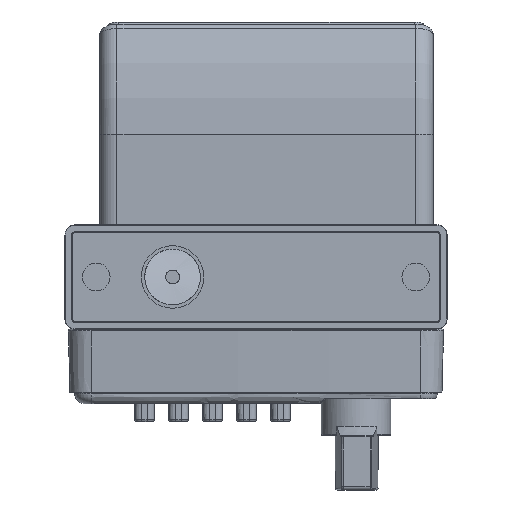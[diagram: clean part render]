
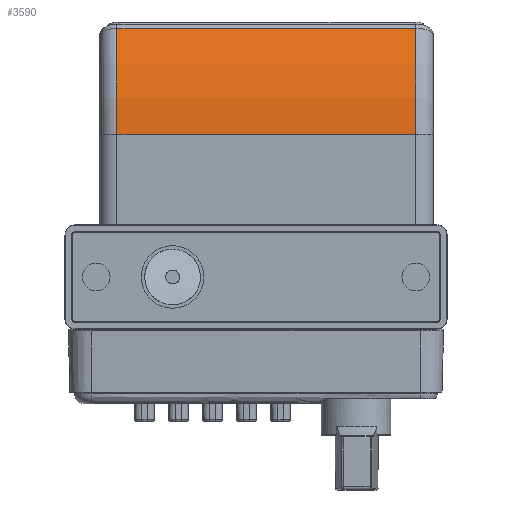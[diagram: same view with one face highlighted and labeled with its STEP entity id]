
A CAD part, left-side view. The second image highlights one B-rep face of the part: STEP entity #3590.
In plain terms, the highlighted cylindrical face has radius 77 mm (diameter 154 mm), a partial arc.
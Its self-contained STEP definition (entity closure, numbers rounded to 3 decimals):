
#2141 = CARTESIAN_POINT ( 'NONE',  ( 3.002, 8.998, 41.003 ) ) ;
#2589 = EDGE_CURVE ( 'NONE', #20538, #20074, #19567, .T. ) ;
#3364 = EDGE_CURVE ( 'NONE', #20538, #10738, #15096, .T. ) ;
#3590 = ADVANCED_FACE ( 'NONE', ( #9017 ), #8879, .T. ) ;
#3955 = AXIS2_PLACEMENT_3D ( 'NONE', #17650, #15308, #5043 ) ;
#5043 = DIRECTION ( 'NONE',  ( 0., 0., -1. ) ) ;
#5670 = ORIENTED_EDGE ( 'NONE', *, *, #18215, .T. ) ;
#6783 = VECTOR ( 'NONE', #6821, 1000. ) ;
#6821 = DIRECTION ( 'NONE',  ( 0., 1., 0. ) ) ;
#7182 = DIRECTION ( 'NONE',  ( 0., 1., 0. ) ) ;
#7502 = EDGE_CURVE ( 'NONE', #10738, #27189, #17597, .T. ) ;
#8800 = ORIENTED_EDGE ( 'NONE', *, *, #2589, .F. ) ;
#8879 = CYLINDRICAL_SURFACE ( 'NONE', #3955, 77. ) ;
#9017 = FACE_OUTER_BOUND ( 'NONE', #17932, .T. ) ;
#9425 = AXIS2_PLACEMENT_3D ( 'NONE', #17303, #23773, #12906 ) ;
#10738 = VERTEX_POINT ( 'NONE', #25824 ) ;
#12404 = DIRECTION ( 'NONE',  ( 0., 0., -1. ) ) ;
#12906 = DIRECTION ( 'NONE',  ( 0., 0., -1. ) ) ;
#14816 = CIRCLE ( 'NONE', #21864, 77. ) ;
#14856 = CARTESIAN_POINT ( 'NONE',  ( 80.002, 94.998, 41.003 ) ) ;
#15023 = CARTESIAN_POINT ( 'NONE',  ( 3.002, 3.998, 41.003 ) ) ;
#15096 = CIRCLE ( 'NONE', #9425, 77. ) ;
#15308 = DIRECTION ( 'NONE',  ( 0., 1., 0. ) ) ;
#15751 = ORIENTED_EDGE ( 'NONE', *, *, #3364, .T. ) ;
#17303 = CARTESIAN_POINT ( 'NONE',  ( 80.002, 8.998, 41.003 ) ) ;
#17597 = LINE ( 'NONE', #25995, #23885 ) ;
#17650 = CARTESIAN_POINT ( 'NONE',  ( 80.002, 3.998, 41.003 ) ) ;
#17932 = EDGE_LOOP ( 'NONE', ( #15751, #21450, #5670, #8800 ) ) ;
#18215 = EDGE_CURVE ( 'NONE', #27189, #20074, #14816, .T. ) ;
#19529 = CARTESIAN_POINT ( 'NONE',  ( 9.302, 94.998, 71.507 ) ) ;
#19567 = LINE ( 'NONE', #15023, #6783 ) ;
#20074 = VERTEX_POINT ( 'NONE', #22363 ) ;
#20538 = VERTEX_POINT ( 'NONE', #2141 ) ;
#20785 = DIRECTION ( 'NONE',  ( 0., -1., 0. ) ) ;
#21450 = ORIENTED_EDGE ( 'NONE', *, *, #7502, .T. ) ;
#21864 = AXIS2_PLACEMENT_3D ( 'NONE', #14856, #20785, #12404 ) ;
#22363 = CARTESIAN_POINT ( 'NONE',  ( 3.002, 94.998, 41.003 ) ) ;
#23773 = DIRECTION ( 'NONE',  ( 0., 1., 0. ) ) ;
#23885 = VECTOR ( 'NONE', #7182, 1000. ) ;
#25824 = CARTESIAN_POINT ( 'NONE',  ( 9.302, 8.998, 71.507 ) ) ;
#25995 = CARTESIAN_POINT ( 'NONE',  ( 9.302, 3.998, 71.507 ) ) ;
#27189 = VERTEX_POINT ( 'NONE', #19529 ) ;
